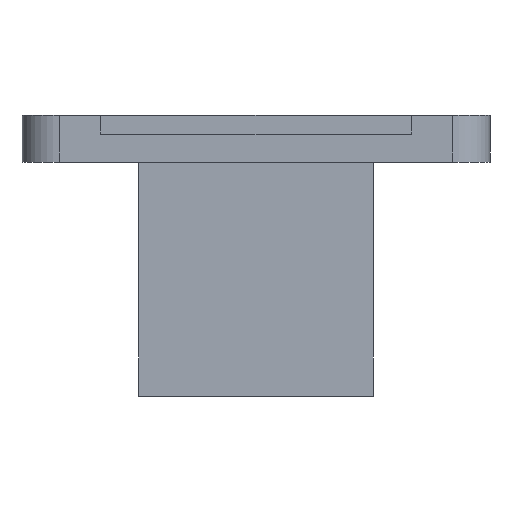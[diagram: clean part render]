
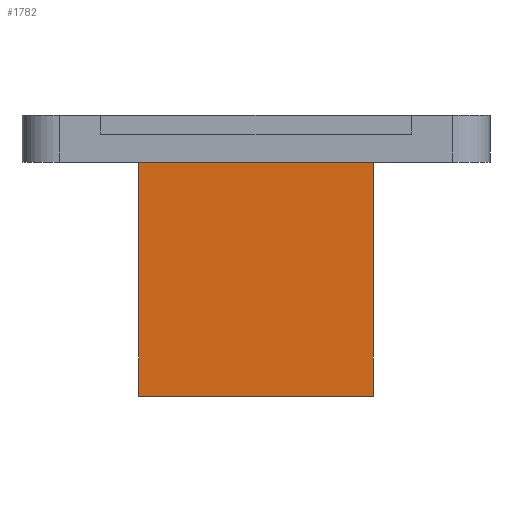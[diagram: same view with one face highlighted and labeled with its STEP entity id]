
A CAD part, front view. The second image highlights one B-rep face of the part: STEP entity #1782.
In plain terms, the highlighted planar face has unit normal (0, -1, 0).
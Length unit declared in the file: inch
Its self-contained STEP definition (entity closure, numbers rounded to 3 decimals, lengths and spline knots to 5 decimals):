
#10 = PLANE ( 'NONE',  #1678 ) ;
#25 = VERTEX_POINT ( 'NONE', #75 ) ;
#75 = CARTESIAN_POINT ( 'NONE',  ( -0.626, -0.3135, -0.25 ) ) ;
#538 = CARTESIAN_POINT ( 'NONE',  ( -0.626, -0.3135, -1.5 ) ) ;
#574 = DIRECTION ( 'NONE',  ( 0., -1., 0. ) ) ;
#732 = VERTEX_POINT ( 'NONE', #3122 ) ;
#788 = ORIENTED_EDGE ( 'NONE', *, *, #1533, .T. ) ;
#860 = FACE_OUTER_BOUND ( 'NONE', #3021, .T. ) ;
#884 = LINE ( 'NONE', #1448, #1403 ) ;
#1054 = CARTESIAN_POINT ( 'NONE',  ( -0.626, -0.3135, -1.5 ) ) ;
#1154 = DIRECTION ( 'NONE',  ( 0., 0., -1. ) ) ;
#1359 = LINE ( 'NONE', #1928, #2768 ) ;
#1403 = VECTOR ( 'NONE', #2561, 39.37008 ) ;
#1442 = VERTEX_POINT ( 'NONE', #2994 ) ;
#1448 = CARTESIAN_POINT ( 'NONE',  ( 0.626, -0.3135, -1.5 ) ) ;
#1533 = EDGE_CURVE ( 'NONE', #2573, #732, #3563, .T. ) ;
#1678 = AXIS2_PLACEMENT_3D ( 'NONE', #2242, #574, #1154 ) ;
#1747 = EDGE_CURVE ( 'NONE', #2573, #25, #2187, .T. ) ;
#1782 = ADVANCED_FACE ( 'NONE', ( #860 ), #10, .T. ) ;
#1831 = DIRECTION ( 'NONE',  ( 1., 0., 0. ) ) ;
#1880 = ORIENTED_EDGE ( 'NONE', *, *, #2393, .T. ) ;
#1892 = ORIENTED_EDGE ( 'NONE', *, *, #3595, .T. ) ;
#1928 = CARTESIAN_POINT ( 'NONE',  ( 0., -0.3135, -0.25 ) ) ;
#2009 = VECTOR ( 'NONE', #1831, 39.37008 ) ;
#2187 = LINE ( 'NONE', #538, #3442 ) ;
#2242 = CARTESIAN_POINT ( 'NONE',  ( -0.626, -0.3135, -1.5 ) ) ;
#2393 = EDGE_CURVE ( 'NONE', #1442, #25, #1359, .T. ) ;
#2459 = ORIENTED_EDGE ( 'NONE', *, *, #1747, .F. ) ;
#2475 = DIRECTION ( 'NONE',  ( -1., 0., 0. ) ) ;
#2543 = CARTESIAN_POINT ( 'NONE',  ( -0.626, -0.3135, -1.5 ) ) ;
#2561 = DIRECTION ( 'NONE',  ( 0., 0., 1. ) ) ;
#2573 = VERTEX_POINT ( 'NONE', #2543 ) ;
#2768 = VECTOR ( 'NONE', #2475, 39.37008 ) ;
#2994 = CARTESIAN_POINT ( 'NONE',  ( 0.626, -0.3135, -0.25 ) ) ;
#3021 = EDGE_LOOP ( 'NONE', ( #1892, #1880, #2459, #788 ) ) ;
#3122 = CARTESIAN_POINT ( 'NONE',  ( 0.626, -0.3135, -1.5 ) ) ;
#3442 = VECTOR ( 'NONE', #3608, 39.37008 ) ;
#3563 = LINE ( 'NONE', #1054, #2009 ) ;
#3595 = EDGE_CURVE ( 'NONE', #732, #1442, #884, .T. ) ;
#3608 = DIRECTION ( 'NONE',  ( 0., 0., 1. ) ) ;
